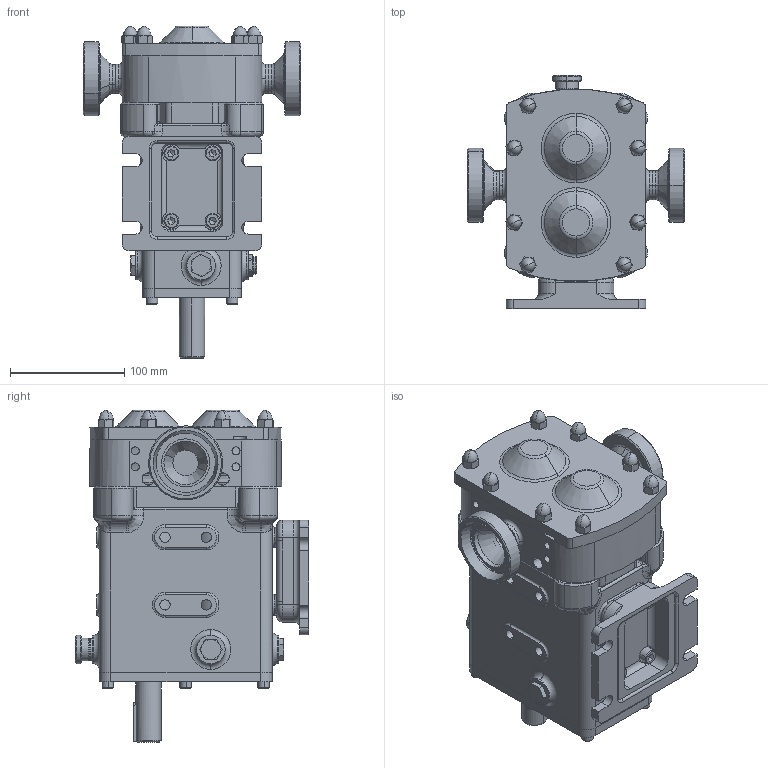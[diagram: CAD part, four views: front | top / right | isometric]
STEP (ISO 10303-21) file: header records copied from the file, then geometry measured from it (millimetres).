
FILE_DESCRIPTION (( 'STEP AP214' ), '1' );
FILE_NAME ('GA3725.STEP', '2024-11-06T20:52:34', ( '' ), ( '' ), 'SwSTEP 2.0', 'SolidWorks 2023', '' );
FILE_SCHEMA (( 'AUTOMOTIVE_DESIGN' ));
Length unit declared in the file: millimetre
Products named in the file (3): Copy of R0150 CPP H TSD^GA3725; Copy of Z94-5031-12 - 1INCH TO 1.5 INCH DIN11851^GA3725; GA3725
Assembly tree (3 placements, depth 2):
  GA3725
    Copy of R0150 CPP H TSD^GA3725
    Copy of Z94-5031-12 - 1INCH TO 1.5 INCH DIN11851^GA3725  x2
Bounding box: 190 x 203.86 x 290 mm (x, y, z)
Volume: 3491630.2 mm3; surface area: 247950.6 mm2
Topology: 3 solids, 3 shells, 1259 faces, 3078 edges, 1878 vertices
Faces by surface type: plane 369, cylinder 341, cone 210, bspline 184, torus 153, sphere 2
Entity records: 41283 total; most frequent: CARTESIAN_POINT 14256, ORIENTED_EDGE 5944, DIRECTION 5453, EDGE_CURVE 2972, AXIS2_PLACEMENT_3D 2265, VERTEX_POINT 1842, EDGE_LOOP 1334, ADVANCED_FACE 1228
